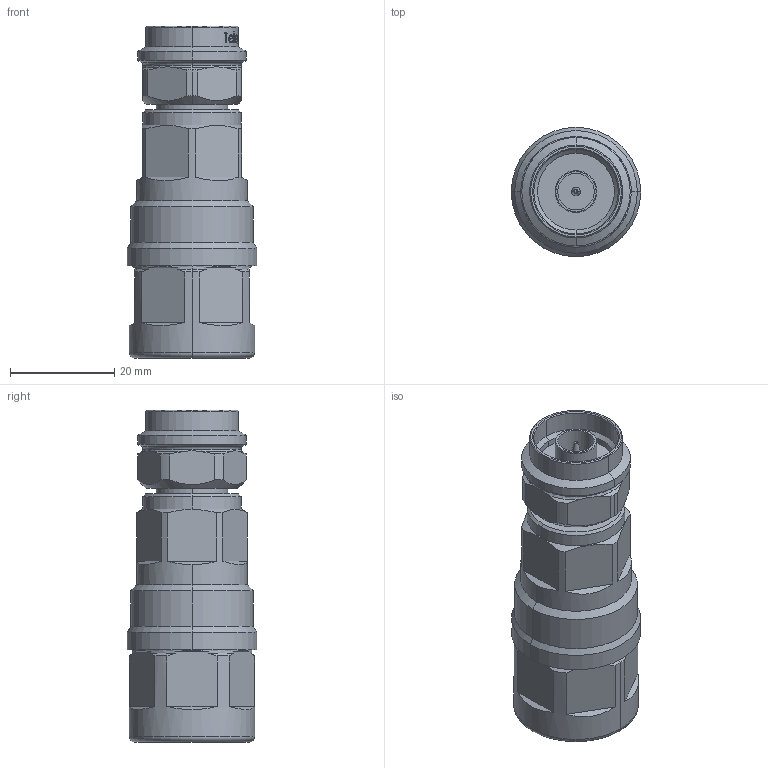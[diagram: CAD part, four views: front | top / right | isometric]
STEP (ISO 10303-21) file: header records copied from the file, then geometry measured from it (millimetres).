
FILE_DESCRIPTION (( 'STEP AP214' ), '1' );
FILE_NAME ('J01020C0141.STEP', '2016-11-21T13:45:59', ( '' ), ( '' ), 'SwSTEP 2.0', 'SolidWorks 2015', '' );
FILE_SCHEMA (( 'AUTOMOTIVE_DESIGN' ));
Length unit declared in the file: millimetre
Products named in the file (1): J01020C0141
Bounding box: 24.8 x 24.8 x 63.65 mm (x, y, z)
Volume: 20227.9 mm3; surface area: 7612.5 mm2
Topology: 2 solids, 2 shells, 303 faces, 770 edges, 497 vertices
Faces by surface type: plane 105, bspline 87, cylinder 59, cone 40, torus 10, sphere 2
Entity records: 20469 total; most frequent: CARTESIAN_POINT 10564, ORIENTED_EDGE 1540, DIRECTION 1081, EDGE_CURVE 770, VERTEX_POINT 497, AXIS2_PLACEMENT_3D 425, EDGE_LOOP 331, B_SPLINE_CURVE_WITH_KNOTS 307
